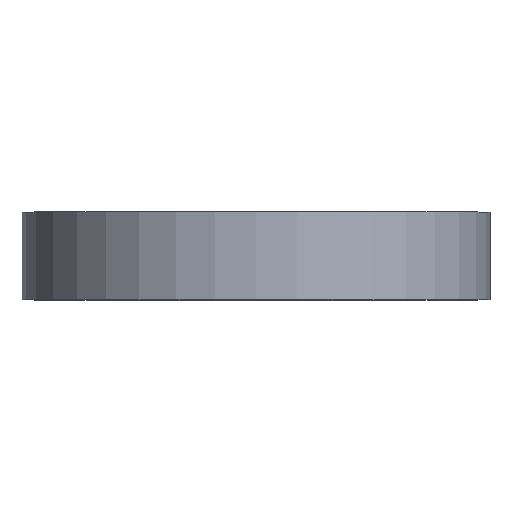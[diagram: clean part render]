
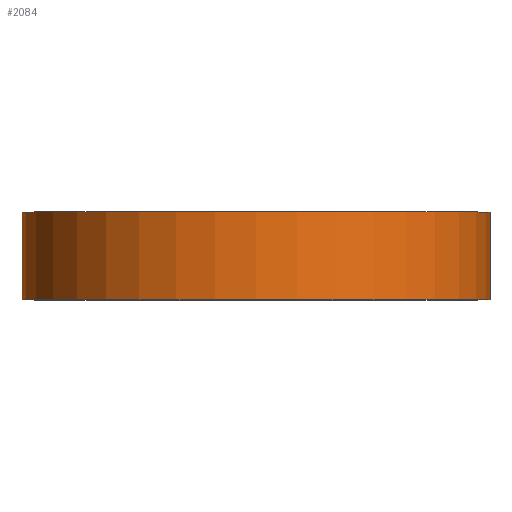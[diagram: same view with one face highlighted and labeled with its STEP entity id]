
A CAD part, top view. The second image highlights one B-rep face of the part: STEP entity #2084.
In plain terms, the highlighted cylindrical face has radius 40 mm (diameter 80 mm), a full revolution.
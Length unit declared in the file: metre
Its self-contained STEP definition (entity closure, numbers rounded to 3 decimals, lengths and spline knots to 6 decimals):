
#101=CYLINDRICAL_SURFACE('',#2252,0.04);
#438=CIRCLE('',#2251,0.04);
#439=CIRCLE('',#2253,0.04);
#608=ORIENTED_EDGE('',*,*,#1300,.F.);
#609=ORIENTED_EDGE('',*,*,#1299,.T.);
#1299=EDGE_CURVE('',#1645,#1645,#438,.T.);
#1300=EDGE_CURVE('',#1646,#1646,#439,.T.);
#1645=VERTEX_POINT('',#3211);
#1646=VERTEX_POINT('',#3214);
#1798=EDGE_LOOP('',(#608));
#1799=EDGE_LOOP('',(#609));
#1942=FACE_BOUND('',#1798,.T.);
#1943=FACE_BOUND('',#1799,.T.);
#2084=ADVANCED_FACE('',(#1942,#1943),#101,.T.);
#2251=AXIS2_PLACEMENT_3D('',#3210,#2465,#2466);
#2252=AXIS2_PLACEMENT_3D('',#3212,#2467,#2468);
#2253=AXIS2_PLACEMENT_3D('',#3213,#2469,#2470);
#2465=DIRECTION('',(0.,1.,0.));
#2466=DIRECTION('',(-1.,0.,0.));
#2467=DIRECTION('',(0.,-1.,0.));
#2468=DIRECTION('',(-1.,0.,0.));
#2469=DIRECTION('',(0.,1.,0.));
#2470=DIRECTION('',(-1.,0.,0.));
#3210=CARTESIAN_POINT('',(0.,-0.015,0.));
#3211=CARTESIAN_POINT('',(-0.04,-0.015,0.));
#3212=CARTESIAN_POINT('',(0.,0.,0.));
#3213=CARTESIAN_POINT('',(0.,0.,0.));
#3214=CARTESIAN_POINT('',(-0.04,0.,0.));
